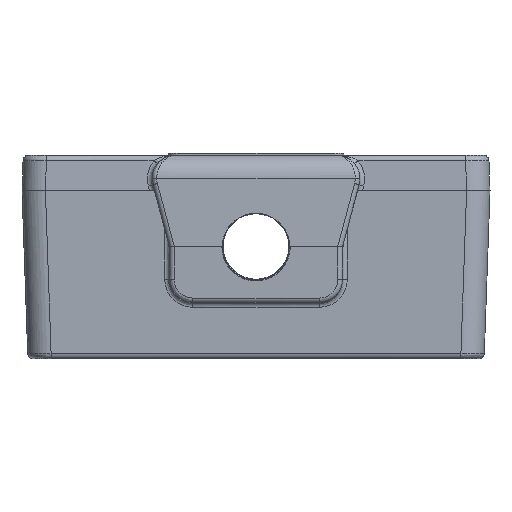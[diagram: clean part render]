
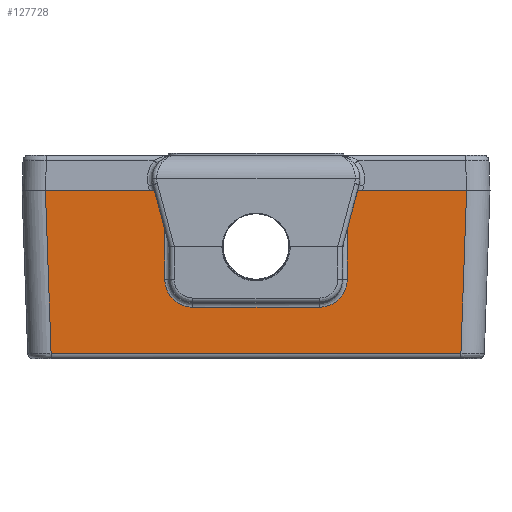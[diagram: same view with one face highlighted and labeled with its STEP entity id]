
A CAD part, left-side view. The second image highlights one B-rep face of the part: STEP entity #127728.
In plain terms, the highlighted planar face has unit normal (-1, 0, -0.018).
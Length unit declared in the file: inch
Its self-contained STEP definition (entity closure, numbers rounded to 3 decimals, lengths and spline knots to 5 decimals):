
#1060 = DIRECTION ( 'NONE',  ( 0., 1., 0. ) ) ;
#1362 = LINE ( 'NONE', #149671, #61753 ) ;
#1624 = CARTESIAN_POINT ( 'NONE',  ( -2.25161, 0.4875, -0.91765 ) ) ;
#2784 = ORIENTED_EDGE ( 'NONE', *, *, #221183, .F. ) ;
#2993 = CARTESIAN_POINT ( 'NONE',  ( -2.2598, 1.0946, -0.44802 ) ) ;
#11584 = VERTEX_POINT ( 'NONE', #134287 ) ;
#18171 = VECTOR ( 'NONE', #168081, 39.37008 ) ;
#19336 = CARTESIAN_POINT ( 'NONE',  ( -2.25161, -0.4875, -0.91765 ) ) ;
#26051 = CARTESIAN_POINT ( 'NONE',  ( -2.26417, -0.37677, -0.19816 ) ) ;
#30185 = VECTOR ( 'NONE', #190639, 39.37008 ) ;
#36099 = EDGE_LOOP ( 'NONE', ( #47508, #170339, #228902, #165462, #2784, #59003, #260173, #253528, #104968, #91231 ) ) ;
#38278 = VERTEX_POINT ( 'NONE', #183966 ) ;
#45724 = CARTESIAN_POINT ( 'NONE',  ( -2.275, -0.4875, 0.4225 ) ) ;
#46625 = VERTEX_POINT ( 'NONE', #52506 ) ;
#46726 = CARTESIAN_POINT ( 'NONE',  ( -2.2598, -1.0946, -0.44802 ) ) ;
#46792 = CARTESIAN_POINT ( 'NONE',  ( -2.26511, -0.45745, -0.14424 ) ) ;
#47508 = ORIENTED_EDGE ( 'NONE', *, *, #143573, .F. ) ;
#48995 = LINE ( 'NONE', #259888, #115197 ) ;
#49140 = DIRECTION ( 'NONE',  ( 1., 0., 0.017 ) ) ;
#49469 = CARTESIAN_POINT ( 'NONE',  ( -2.26603, -0.4836, -0.09132 ) ) ;
#51595 = VERTEX_POINT ( 'NONE', #82181 ) ;
#52506 = CARTESIAN_POINT ( 'NONE',  ( -2.2641, 0.3375, -0.20206 ) ) ;
#58937 = EDGE_CURVE ( 'NONE', #218243, #164749, #48995, .T. ) ;
#59003 = ORIENTED_EDGE ( 'NONE', *, *, #158821, .F. ) ;
#61753 = VECTOR ( 'NONE', #65167, 39.37008 ) ;
#65167 = DIRECTION ( 'NONE',  ( 0., -1., 0. ) ) ;
#65226 = CARTESIAN_POINT ( 'NONE',  ( -2.2641, 0.3375, -0.20206 ) ) ;
#65745 = DIRECTION ( 'NONE',  ( 0.017, 0.035, -0.999 ) ) ;
#66238 = CARTESIAN_POINT ( 'NONE',  ( -2.26637, -0.4875, -0.0717 ) ) ;
#71194 = CARTESIAN_POINT ( 'NONE',  ( -2.275, -1.125, 0.4225 ) ) ;
#71511 = VERTEX_POINT ( 'NONE', #150998 ) ;
#81873 = CARTESIAN_POINT ( 'NONE',  ( -2.26443, 0.41305, -0.18314 ) ) ;
#82181 = CARTESIAN_POINT ( 'NONE',  ( -2.25977, 1.0946, -0.44802 ) ) ;
#84654 = CARTESIAN_POINT ( 'NONE',  ( -2.26511, 0.45743, -0.14423 ) ) ;
#87959 = VECTOR ( 'NONE', #128873, 39.37008 ) ;
#91231 = ORIENTED_EDGE ( 'NONE', *, *, #174388, .F. ) ;
#104968 = ORIENTED_EDGE ( 'NONE', *, *, #225080, .F. ) ;
#111809 = CARTESIAN_POINT ( 'NONE',  ( -2.275, -1.375, 0.4225 ) ) ;
#111988 = CARTESIAN_POINT ( 'NONE',  ( -2.26443, -0.41306, -0.18317 ) ) ;
#114369 = CARTESIAN_POINT ( 'NONE',  ( -2.25161, -1.375, -0.91765 ) ) ;
#115197 = VECTOR ( 'NONE', #65745, 39.37008 ) ;
#127305 = CARTESIAN_POINT ( 'NONE',  ( -2.2598, -0.6875, -0.44802 ) ) ;
#127728 = ADVANCED_FACE ( 'NONE', ( #154509 ), #197641, .F. ) ;
#128873 = DIRECTION ( 'NONE',  ( -0.017, 0., 1. ) ) ;
#129189 = DIRECTION ( 'NONE',  ( -0.017, 0.035, 0.999 ) ) ;
#134287 = CARTESIAN_POINT ( 'NONE',  ( -2.275, 0.4875, 0.4225 ) ) ;
#135283 = LINE ( 'NONE', #111809, #144907 ) ;
#143573 = EDGE_CURVE ( 'NONE', #266788, #11584, #135283, .T. ) ;
#144907 = VECTOR ( 'NONE', #260187, 39.37008 ) ;
#145355 = AXIS2_PLACEMENT_3D ( 'NONE', #114369, #49140, #157233 ) ;
#145670 = CARTESIAN_POINT ( 'NONE',  ( -2.2641, 0.35713, -0.20207 ) ) ;
#146199 = CARTESIAN_POINT ( 'NONE',  ( -2.2641, -1.375, -0.20206 ) ) ;
#148897 = LINE ( 'NONE', #146199, #30185 ) ;
#149671 = CARTESIAN_POINT ( 'NONE',  ( -2.275, -1.375, 0.4225 ) ) ;
#150927 = LINE ( 'NONE', #19336, #87959 ) ;
#150998 = CARTESIAN_POINT ( 'NONE',  ( -2.26672, 0.4875, -0.05206 ) ) ;
#152071 = CARTESIAN_POINT ( 'NONE',  ( -2.2641, -0.35714, -0.20203 ) ) ;
#153464 = CARTESIAN_POINT ( 'NONE',  ( -2.26672, -0.4875, -0.05206 ) ) ;
#154509 = FACE_OUTER_BOUND ( 'NONE', #36099, .T. ) ;
#155691 = EDGE_CURVE ( 'NONE', #38278, #189877, #202927, .T. ) ;
#156335 = CARTESIAN_POINT ( 'NONE',  ( -2.275, 1.125, 0.4225 ) ) ;
#157233 = DIRECTION ( 'NONE',  ( 0.017, 0., -1. ) ) ;
#158190 = VERTEX_POINT ( 'NONE', #45724 ) ;
#158821 = EDGE_CURVE ( 'NONE', #189877, #158190, #150927, .T. ) ;
#164749 = VERTEX_POINT ( 'NONE', #46726 ) ;
#165462 = ORIENTED_EDGE ( 'NONE', *, *, #58937, .F. ) ;
#167874 = CARTESIAN_POINT ( 'NONE',  ( -2.26637, 0.48746, -0.0717 ) ) ;
#168081 = DIRECTION ( 'NONE',  ( 0.017, 0., -1. ) ) ;
#170256 = B_SPLINE_CURVE_WITH_KNOTS ( 'NONE', 3,
 ( #256618, #167874, #190126, #213648, #84654, #255218, #81873, #230334, #145670, #65226 ),
 .UNSPECIFIED., .F., .F.,
 ( 4, 2, 2, 2, 4 ),
 ( 0., 0.25, 0.5, 0.75, 1. ),
 .UNSPECIFIED. ) ;
#170339 = ORIENTED_EDGE ( 'NONE', *, *, #193028, .F. ) ;
#174388 = EDGE_CURVE ( 'NONE', #11584, #71511, #191656, .T. ) ;
#177139 = CARTESIAN_POINT ( 'NONE',  ( -2.2654, -0.46858, -0.12761 ) ) ;
#183966 = CARTESIAN_POINT ( 'NONE',  ( -2.2641, -0.3375, -0.20206 ) ) ;
#189877 = VERTEX_POINT ( 'NONE', #264953 ) ;
#190126 = CARTESIAN_POINT ( 'NONE',  ( -2.26603, 0.4836, -0.09133 ) ) ;
#190639 = DIRECTION ( 'NONE',  ( 0., -1., 0. ) ) ;
#191656 = LINE ( 'NONE', #1624, #18171 ) ;
#193028 = EDGE_CURVE ( 'NONE', #51595, #266788, #237357, .T. ) ;
#193415 = EDGE_CURVE ( 'NONE', #46625, #38278, #148897, .T. ) ;
#197641 = PLANE ( 'NONE',  #145355 ) ;
#202927 = B_SPLINE_CURVE_WITH_KNOTS ( 'NONE', 3,
 ( #217400, #152071, #26051, #111988, #234101, #46792, #177139, #49469, #66238, #153464 ),
 .UNSPECIFIED., .F., .F.,
 ( 4, 2, 2, 2, 4 ),
 ( 0., 0.25, 0.5, 0.75, 1. ),
 .UNSPECIFIED. ) ;
#213648 = CARTESIAN_POINT ( 'NONE',  ( -2.2654, 0.46861, -0.12763 ) ) ;
#217400 = CARTESIAN_POINT ( 'NONE',  ( -2.2641, -0.3375, -0.20206 ) ) ;
#218243 = VERTEX_POINT ( 'NONE', #71194 ) ;
#221183 = EDGE_CURVE ( 'NONE', #158190, #218243, #1362, .T. ) ;
#225080 = EDGE_CURVE ( 'NONE', #71511, #46625, #170256, .T. ) ;
#228902 = ORIENTED_EDGE ( 'NONE', *, *, #262306, .F. ) ;
#230334 = CARTESIAN_POINT ( 'NONE',  ( -2.26417, 0.37676, -0.19816 ) ) ;
#231816 = VECTOR ( 'NONE', #1060, 39.37008 ) ;
#232691 = LINE ( 'NONE', #127305, #231816 ) ;
#234101 = CARTESIAN_POINT ( 'NONE',  ( -2.26462, -0.42967, -0.17199 ) ) ;
#237357 = LINE ( 'NONE', #2993, #251308 ) ;
#251308 = VECTOR ( 'NONE', #129189, 39.37008 ) ;
#253528 = ORIENTED_EDGE ( 'NONE', *, *, #193415, .F. ) ;
#255218 = CARTESIAN_POINT ( 'NONE',  ( -2.26462, 0.42968, -0.17202 ) ) ;
#256618 = CARTESIAN_POINT ( 'NONE',  ( -2.26672, 0.4875, -0.05206 ) ) ;
#259888 = CARTESIAN_POINT ( 'NONE',  ( -2.25184, -1.07867, -0.90408 ) ) ;
#260173 = ORIENTED_EDGE ( 'NONE', *, *, #155691, .F. ) ;
#260187 = DIRECTION ( 'NONE',  ( 0., -1., 0. ) ) ;
#262306 = EDGE_CURVE ( 'NONE', #164749, #51595, #232691, .T. ) ;
#264953 = CARTESIAN_POINT ( 'NONE',  ( -2.26672, -0.4875, -0.05206 ) ) ;
#266788 = VERTEX_POINT ( 'NONE', #156335 ) ;
